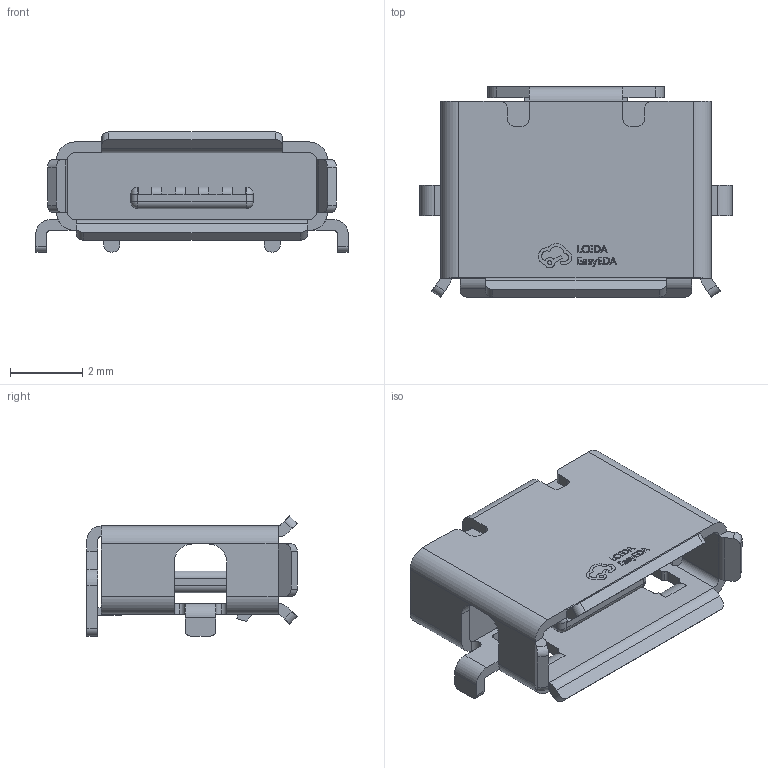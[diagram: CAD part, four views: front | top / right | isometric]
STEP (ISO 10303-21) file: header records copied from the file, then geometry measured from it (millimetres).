
FILE_DESCRIPTION (( 'STEP AP214' ), '1' );
FILE_NAME ('MICRO-USB-SMD_47590-0001.step', '2022-07-07T02:33:58', ( '' ), ( '' ), 'SwSTEP 2.0', 'SolidWorks 2020', '' );
FILE_SCHEMA (( 'AUTOMOTIVE_DESIGN' ));
Length unit declared in the file: millimetre
Products named in the file (1): MICRO-USB-SMD_47590-0001
Bounding box: 8.65 x 5.83 x 3.33 mm (x, y, z)
Volume: 57.6 mm3; surface area: 294.7 mm2
Topology: 2 solids, 2 shells, 548 faces, 1522 edges, 996 vertices
Faces by surface type: plane 326, bspline 112, cylinder 106, sphere 4
Entity records: 24073 total; most frequent: CARTESIAN_POINT 5239, ORIENTED_EDGE 3036, DIRECTION 2372, EDGE_CURVE 1518, LINE 1066, VECTOR 1066, VERTEX_POINT 996, AXIS2_PLACEMENT_3D 653
